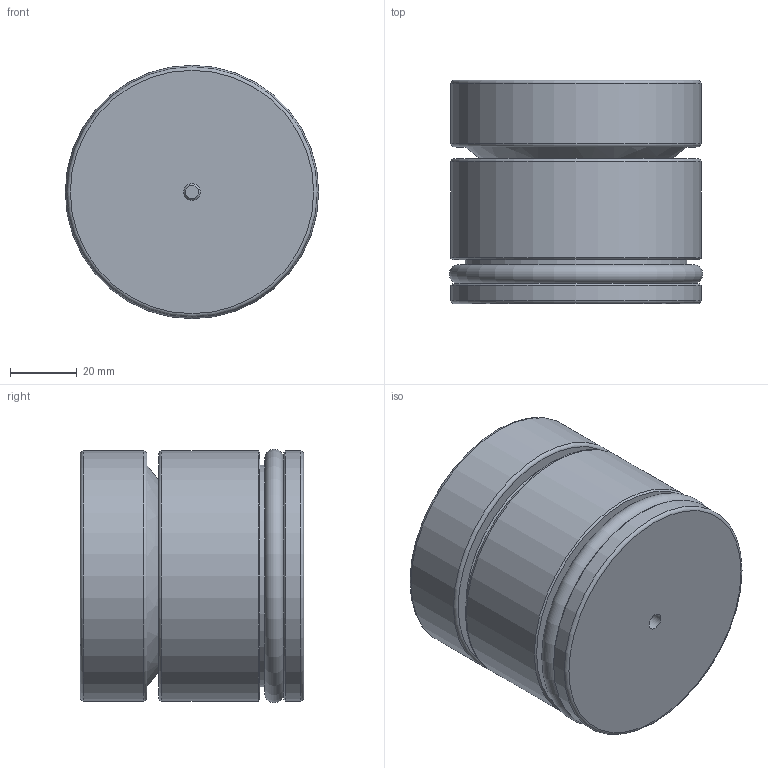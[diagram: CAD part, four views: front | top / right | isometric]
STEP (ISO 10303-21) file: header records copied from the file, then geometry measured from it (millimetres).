
FILE_DESCRIPTION (( 'STEP AP203' ), '1' );
FILE_NAME ('D2110.STEP', '2018-02-12T05:29:23', ( '' ), ( '' ), 'SwSTEP 2.0', 'SolidWorks 2018', '' );
FILE_SCHEMA (( 'CONFIG_CONTROL_DESIGN' ));
Length unit declared in the file: millimetre
Products named in the file (1): D2110
Bounding box: 76 x 67 x 76 mm (x, y, z)
Volume: 269096.9 mm3; surface area: 45338.8 mm2
Topology: 5 solids, 5 shells, 53 faces, 97 edges, 64 vertices
Faces by surface type: plane 24, cylinder 14, torus 7, cone 6, sphere 2
Full cylindrical faces by diameter (mm): 5 x1, 6 x1, 6.6 x1, 10 x1, 11 x1, 18 x1, 24 x1, 30 x2, 35 x1, 66.5 x1, 75 x3
Entity records: 1193 total; most frequent: DIRECTION 214, CARTESIAN_POINT 172, ORIENTED_EDGE 124, AXIS2_PLACEMENT_3D 98, EDGE_LOOP 96, FACE_OUTER_BOUND 74, EDGE_CURVE 62, VERTEX_POINT 56
